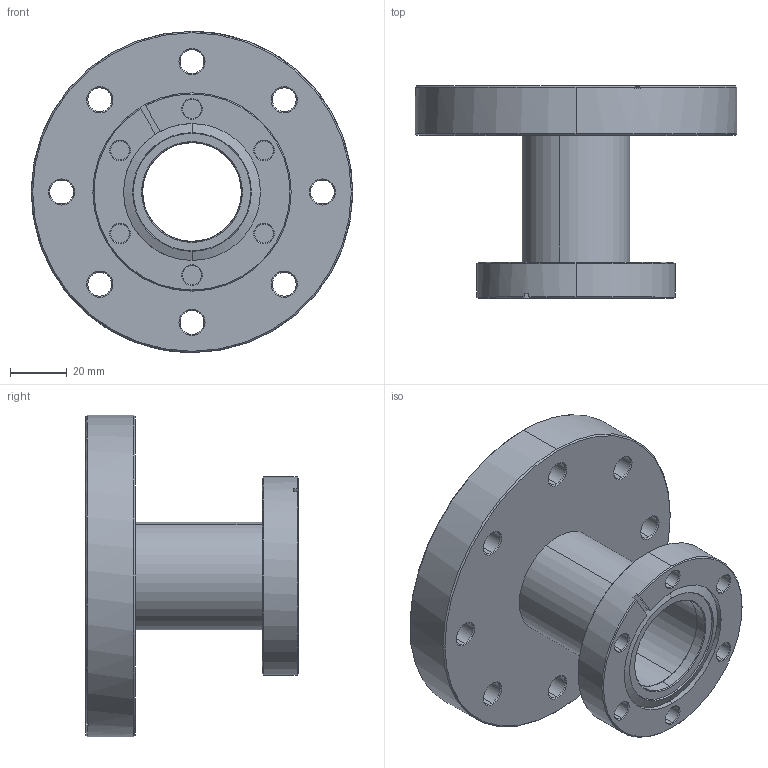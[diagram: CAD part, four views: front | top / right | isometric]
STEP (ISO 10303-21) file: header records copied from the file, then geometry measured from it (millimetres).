
FILE_DESCRIPTION (( 'STEP AP214' ), '1' );
FILE_NAME ('Hositrad_CFA63-38L.STEP', '2013-02-01T10:51:43', ( '' ), ( '' ), 'SwSTEP 2.0', 'SolidWorks 2012', '' );
FILE_SCHEMA (( 'AUTOMOTIVE_DESIGN' ));
Length unit declared in the file: millimetre
Products named in the file (4): NW35CF-Weld-38.1; Tube38.1-All_Tube38- L67; CF63-CFA-35; Hositrad_CFA63-38L
Assembly tree (3 placements, depth 2):
  Hositrad_CFA63-38L
    CF63-CFA-35
    Tube38.1-All_Tube38- L67
    NW35CF-Weld-38.1
Bounding box: 113.5 x 75 x 113.5 mm (x, y, z)
Volume: 188400.3 mm3; surface area: 56576.7 mm2
Topology: 3 solids, 3 shells, 146 faces, 339 edges, 201 vertices
Faces by surface type: cone 78, cylinder 48, plane 20
Entity records: 4377 total; most frequent: DIRECTION 823, CARTESIAN_POINT 710, ORIENTED_EDGE 678, EDGE_CURVE 339, AXIS2_PLACEMENT_3D 338, VERTEX_POINT 201, CIRCLE 186, EDGE_LOOP 182
